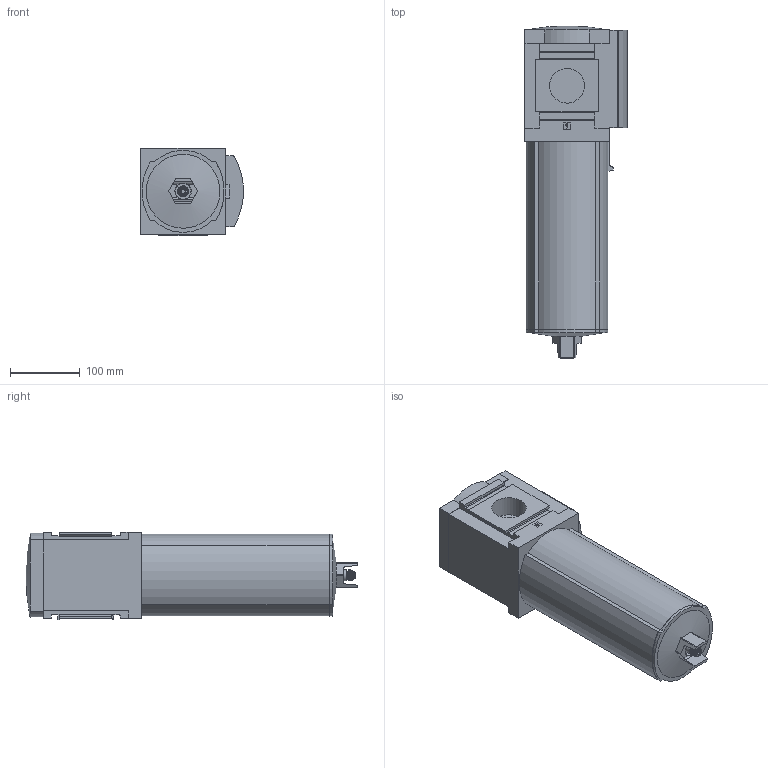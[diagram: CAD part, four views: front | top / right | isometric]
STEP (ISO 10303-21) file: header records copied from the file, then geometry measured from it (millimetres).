
FILE_DESCRIPTION(/* description */ ('STEP AP214'),/* implementation_level */ '2;1');
FILE_NAME(/* name */ '8005550_MS12-LWS-G-U-V',/* time_stamp */ '2024-09-06T21:22:46+02:00',/* author */ ('License CC BY-ND 4.0'),/* organization */ ('CADENAS'),/* preprocessor_version */ 'ST-DEVELOPER v19.3',/* originating_system */ 'PARTsolutions',/* authorisation */ ' ');
FILE_SCHEMA (('AUTOMOTIVE_DESIGN {1 0 10303 214 3 1 1}'));
Length unit declared in the file: millimetre
Products named in the file (2): 8005550 MS12-LWS-G-U-V; 564858 MS12-LWS-G-U-Vt
Assembly tree (1 placements, depth 2):
  8005550 MS12-LWS-G-U-V
    564858 MS12-LWS-G-U-Vt
Bounding box: 147.71 x 477.3 x 126 mm (x, y, z)
Volume: 5613661.2 mm3; surface area: 249535.7 mm2
Topology: 1 solids, 1 shells, 245 faces, 640 edges, 416 vertices
Faces by surface type: plane 155, cylinder 58, torus 19, cone 11, sphere 2
Full cylindrical faces by diameter (mm): 6 x1, 11 x1, 11.4 x1, 11.6 x1, 11.8 x1, 15.8 x1, 50 x2, 63 x1, 70 x1
Entity records: 9074 total; most frequent: CARTESIAN_POINT 1373, DIRECTION 1221, ORIENTED_EDGE 1206, EDGE_CURVE 603, VERTEX_POINT 411, LINE 407, VECTOR 407, AXIS2_PLACEMENT_3D 407
